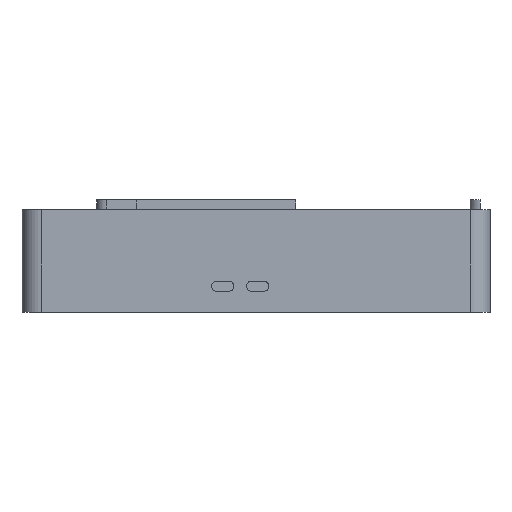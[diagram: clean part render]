
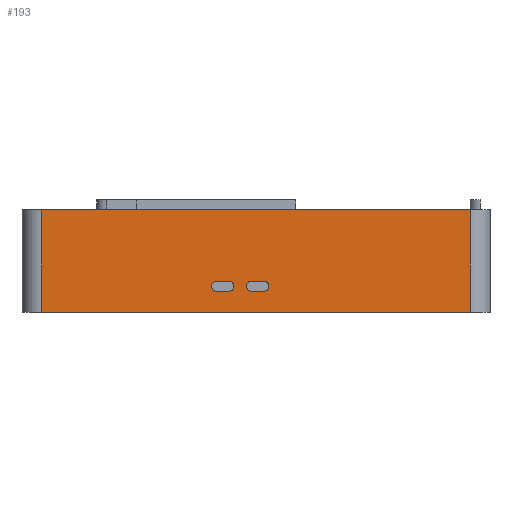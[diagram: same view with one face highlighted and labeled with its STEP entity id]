
A CAD part, front view. The second image highlights one B-rep face of the part: STEP entity #193.
In plain terms, the highlighted planar face has unit normal (0, -1, 0).
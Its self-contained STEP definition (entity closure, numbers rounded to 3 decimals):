
#85=AXIS2_PLACEMENT_3D('Circle Axis2P3D',#83,#84,$) ;
#105=AXIS2_PLACEMENT_3D('Plane Axis2P3D',#102,#103,#104) ;
#143=AXIS2_PLACEMENT_3D('Circle Axis2P3D',#141,#142,$) ;
#159=AXIS2_PLACEMENT_3D('Circle Axis2P3D',#157,#158,$) ;
#177=AXIS2_PLACEMENT_3D('Circle Axis2P3D',#175,#176,$) ;
#49=CARTESIAN_POINT('Vertex',(32.567,-6.,6.215)) ;
#52=CARTESIAN_POINT('Line Origine',(31.317,-6.,6.215)) ;
#56=CARTESIAN_POINT('Vertex',(30.067,-6.,6.215)) ;
#83=CARTESIAN_POINT('Axis2P3D Location',(30.067,-6.,5.215)) ;
#87=CARTESIAN_POINT('Vertex',(30.067,-6.,4.215)) ;
#102=CARTESIAN_POINT('Axis2P3D Location',(85.,-6.,0.)) ;
#107=CARTESIAN_POINT('Line Origine',(-5.,-6.,10.3)) ;
#111=CARTESIAN_POINT('Vertex',(-5.,-6.,0.)) ;
#113=CARTESIAN_POINT('Vertex',(-5.,-6.,20.6)) ;
#116=CARTESIAN_POINT('Line Origine',(38.,-6.,0.)) ;
#120=CARTESIAN_POINT('Vertex',(81.,-6.,0.)) ;
#123=CARTESIAN_POINT('Line Origine',(81.,-6.,10.3)) ;
#127=CARTESIAN_POINT('Vertex',(81.,-6.,20.6)) ;
#130=CARTESIAN_POINT('Line Origine',(38.,-6.,20.6)) ;
#141=CARTESIAN_POINT('Axis2P3D Location',(39.567,-6.,5.215)) ;
#145=CARTESIAN_POINT('Vertex',(39.567,-6.,4.215)) ;
#147=CARTESIAN_POINT('Vertex',(39.567,-6.,6.215)) ;
#150=CARTESIAN_POINT('Line Origine',(38.317,-6.,4.215)) ;
#154=CARTESIAN_POINT('Vertex',(37.067,-6.,4.215)) ;
#157=CARTESIAN_POINT('Axis2P3D Location',(37.067,-6.,5.215)) ;
#161=CARTESIAN_POINT('Vertex',(37.067,-6.,6.215)) ;
#164=CARTESIAN_POINT('Line Origine',(38.317,-6.,6.215)) ;
#175=CARTESIAN_POINT('Axis2P3D Location',(32.567,-6.,5.215)) ;
#179=CARTESIAN_POINT('Vertex',(32.567,-6.,4.215)) ;
#182=CARTESIAN_POINT('Line Origine',(31.317,-6.,4.215)) ;
#53=DIRECTION('Vector Direction',(1.,0.,0.)) ;
#84=DIRECTION('Axis2P3D Direction',(-0.,-1.,0.)) ;
#103=DIRECTION('Axis2P3D Direction',(0.,1.,-0.)) ;
#104=DIRECTION('Axis2P3D XDirection',(-1.,0.,0.)) ;
#108=DIRECTION('Vector Direction',(0.,0.,1.)) ;
#117=DIRECTION('Vector Direction',(-1.,0.,0.)) ;
#124=DIRECTION('Vector Direction',(0.,0.,1.)) ;
#131=DIRECTION('Vector Direction',(-1.,0.,0.)) ;
#142=DIRECTION('Axis2P3D Direction',(0.,1.,-0.)) ;
#151=DIRECTION('Vector Direction',(-1.,0.,0.)) ;
#158=DIRECTION('Axis2P3D Direction',(0.,1.,-0.)) ;
#165=DIRECTION('Vector Direction',(1.,0.,0.)) ;
#176=DIRECTION('Axis2P3D Direction',(0.,1.,-0.)) ;
#183=DIRECTION('Vector Direction',(-1.,0.,0.)) ;
#54=VECTOR('Line Direction',#53,1.) ;
#109=VECTOR('Line Direction',#108,1.) ;
#118=VECTOR('Line Direction',#117,1.) ;
#125=VECTOR('Line Direction',#124,1.) ;
#132=VECTOR('Line Direction',#131,1.) ;
#152=VECTOR('Line Direction',#151,1.) ;
#166=VECTOR('Line Direction',#165,1.) ;
#184=VECTOR('Line Direction',#183,1.) ;
#136=ORIENTED_EDGE('',*,*,#115,.F.) ;
#137=ORIENTED_EDGE('',*,*,#122,.T.) ;
#138=ORIENTED_EDGE('',*,*,#129,.T.) ;
#139=ORIENTED_EDGE('',*,*,#134,.F.) ;
#170=ORIENTED_EDGE('',*,*,#149,.F.) ;
#171=ORIENTED_EDGE('',*,*,#156,.F.) ;
#172=ORIENTED_EDGE('',*,*,#163,.F.) ;
#173=ORIENTED_EDGE('',*,*,#168,.F.) ;
#188=ORIENTED_EDGE('',*,*,#181,.F.) ;
#189=ORIENTED_EDGE('',*,*,#186,.F.) ;
#190=ORIENTED_EDGE('',*,*,#89,.F.) ;
#191=ORIENTED_EDGE('',*,*,#58,.F.) ;
#174=FACE_BOUND('',#169,.T.) ;
#192=FACE_BOUND('',#187,.T.) ;
#193=ADVANCED_FACE('Corps principal',(#140,#174,#192),#106,.F.) ;
#86=CIRCLE('generated circle',#85,1.) ;
#144=CIRCLE('generated circle',#143,1.) ;
#160=CIRCLE('generated circle',#159,1.) ;
#178=CIRCLE('generated circle',#177,1.) ;
#58=EDGE_CURVE('',#50,#57,#55,.F.) ;
#89=EDGE_CURVE('',#57,#88,#86,.T.) ;
#115=EDGE_CURVE('',#112,#114,#110,.T.) ;
#122=EDGE_CURVE('',#112,#121,#119,.F.) ;
#129=EDGE_CURVE('',#121,#128,#126,.T.) ;
#134=EDGE_CURVE('',#114,#128,#133,.F.) ;
#149=EDGE_CURVE('',#146,#148,#144,.F.) ;
#156=EDGE_CURVE('',#155,#146,#153,.F.) ;
#163=EDGE_CURVE('',#162,#155,#160,.F.) ;
#168=EDGE_CURVE('',#148,#162,#167,.F.) ;
#181=EDGE_CURVE('',#180,#50,#178,.F.) ;
#186=EDGE_CURVE('',#88,#180,#185,.F.) ;
#135=EDGE_LOOP('',(#136,#137,#138,#139)) ;
#169=EDGE_LOOP('',(#170,#171,#172,#173)) ;
#187=EDGE_LOOP('',(#188,#189,#190,#191)) ;
#140=FACE_OUTER_BOUND('',#135,.T.) ;
#55=LINE('Line',#52,#54) ;
#110=LINE('Line',#107,#109) ;
#119=LINE('Line',#116,#118) ;
#126=LINE('Line',#123,#125) ;
#133=LINE('Line',#130,#132) ;
#153=LINE('Line',#150,#152) ;
#167=LINE('Line',#164,#166) ;
#185=LINE('Line',#182,#184) ;
#106=PLANE('',#105) ;
#50=VERTEX_POINT('',#49) ;
#57=VERTEX_POINT('',#56) ;
#88=VERTEX_POINT('',#87) ;
#112=VERTEX_POINT('',#111) ;
#114=VERTEX_POINT('',#113) ;
#121=VERTEX_POINT('',#120) ;
#128=VERTEX_POINT('',#127) ;
#146=VERTEX_POINT('',#145) ;
#148=VERTEX_POINT('',#147) ;
#155=VERTEX_POINT('',#154) ;
#162=VERTEX_POINT('',#161) ;
#180=VERTEX_POINT('',#179) ;
